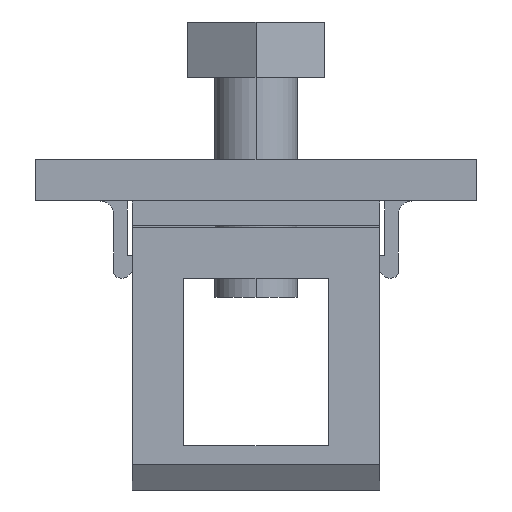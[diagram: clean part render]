
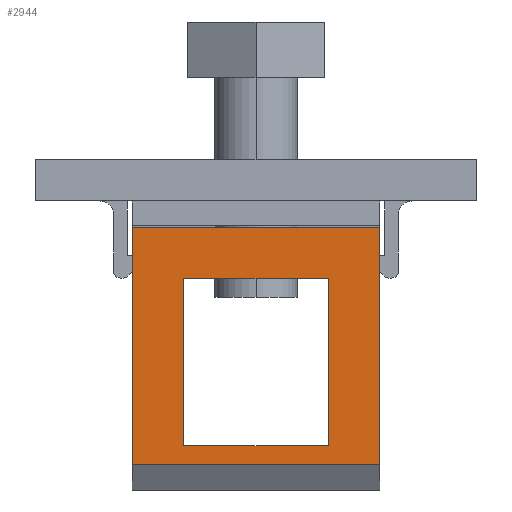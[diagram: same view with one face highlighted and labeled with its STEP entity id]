
A CAD part, left-side view. The second image highlights one B-rep face of the part: STEP entity #2944.
In plain terms, the highlighted planar face has unit normal (-1, 0, 0).
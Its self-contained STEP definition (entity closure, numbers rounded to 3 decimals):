
#2760=AXIS2_PLACEMENT_3D('Plane Axis2P3D',#2757,#2758,#2759) ;
#2508=CARTESIAN_POINT('Vertex',(0.,25.,1.876)) ;
#2511=CARTESIAN_POINT('Line Origine',(0.,25.,10.488)) ;
#2515=CARTESIAN_POINT('Vertex',(0.,25.,19.1)) ;
#2680=CARTESIAN_POINT('Vertex',(0.,7.,19.1)) ;
#2683=CARTESIAN_POINT('Line Origine',(0.,7.,10.488)) ;
#2687=CARTESIAN_POINT('Vertex',(0.,7.,1.876)) ;
#2757=CARTESIAN_POINT('Axis2P3D Location',(0.,7.,19.2)) ;
#2887=CARTESIAN_POINT('Line Origine',(0.,16.,1.876)) ;
#2899=CARTESIAN_POINT('Line Origine',(0.,16.,19.1)) ;
#2910=CARTESIAN_POINT('Line Origine',(0.,16.,15.4)) ;
#2914=CARTESIAN_POINT('Vertex',(0.,21.25,15.4)) ;
#2916=CARTESIAN_POINT('Vertex',(0.,10.75,15.4)) ;
#2919=CARTESIAN_POINT('Line Origine',(0.,10.75,9.3)) ;
#2923=CARTESIAN_POINT('Vertex',(0.,10.75,3.2)) ;
#2926=CARTESIAN_POINT('Line Origine',(0.,16.,3.2)) ;
#2930=CARTESIAN_POINT('Vertex',(0.,21.25,3.2)) ;
#2933=CARTESIAN_POINT('Line Origine',(0.,21.25,9.3)) ;
#2512=DIRECTION('Vector Direction',(0.,0.,-1.)) ;
#2684=DIRECTION('Vector Direction',(0.,0.,-1.)) ;
#2758=DIRECTION('Axis2P3D Direction',(-1.,0.,0.)) ;
#2759=DIRECTION('Axis2P3D XDirection',(0.,0.,1.)) ;
#2888=DIRECTION('Vector Direction',(0.,1.,0.)) ;
#2900=DIRECTION('Vector Direction',(0.,1.,0.)) ;
#2911=DIRECTION('Vector Direction',(0.,1.,0.)) ;
#2920=DIRECTION('Vector Direction',(0.,0.,-1.)) ;
#2927=DIRECTION('Vector Direction',(0.,-1.,0.)) ;
#2934=DIRECTION('Vector Direction',(0.,0.,1.)) ;
#2513=VECTOR('Line Direction',#2512,1.) ;
#2685=VECTOR('Line Direction',#2684,1.) ;
#2889=VECTOR('Line Direction',#2888,1.) ;
#2901=VECTOR('Line Direction',#2900,1.) ;
#2912=VECTOR('Line Direction',#2911,1.) ;
#2921=VECTOR('Line Direction',#2920,1.) ;
#2928=VECTOR('Line Direction',#2927,1.) ;
#2935=VECTOR('Line Direction',#2934,1.) ;
#2905=ORIENTED_EDGE('',*,*,#2891,.F.) ;
#2906=ORIENTED_EDGE('',*,*,#2689,.T.) ;
#2907=ORIENTED_EDGE('',*,*,#2903,.T.) ;
#2908=ORIENTED_EDGE('',*,*,#2517,.F.) ;
#2939=ORIENTED_EDGE('',*,*,#2918,.T.) ;
#2940=ORIENTED_EDGE('',*,*,#2925,.T.) ;
#2941=ORIENTED_EDGE('',*,*,#2932,.T.) ;
#2942=ORIENTED_EDGE('',*,*,#2937,.T.) ;
#2943=FACE_BOUND('',#2938,.T.) ;
#2944=ADVANCED_FACE('V2',(#2909,#2943),#2761,.T.) ;
#2517=EDGE_CURVE('',#2509,#2516,#2514,.F.) ;
#2689=EDGE_CURVE('',#2688,#2681,#2686,.F.) ;
#2891=EDGE_CURVE('',#2688,#2509,#2890,.T.) ;
#2903=EDGE_CURVE('',#2681,#2516,#2902,.T.) ;
#2918=EDGE_CURVE('',#2915,#2917,#2913,.F.) ;
#2925=EDGE_CURVE('',#2917,#2924,#2922,.T.) ;
#2932=EDGE_CURVE('',#2924,#2931,#2929,.F.) ;
#2937=EDGE_CURVE('',#2931,#2915,#2936,.T.) ;
#2904=EDGE_LOOP('',(#2905,#2906,#2907,#2908)) ;
#2938=EDGE_LOOP('',(#2939,#2940,#2941,#2942)) ;
#2909=FACE_OUTER_BOUND('',#2904,.T.) ;
#2514=LINE('Line',#2511,#2513) ;
#2686=LINE('Line',#2683,#2685) ;
#2890=LINE('Line',#2887,#2889) ;
#2902=LINE('Line',#2899,#2901) ;
#2913=LINE('Line',#2910,#2912) ;
#2922=LINE('Line',#2919,#2921) ;
#2929=LINE('Line',#2926,#2928) ;
#2936=LINE('Line',#2933,#2935) ;
#2761=PLANE('',#2760) ;
#2509=VERTEX_POINT('',#2508) ;
#2516=VERTEX_POINT('',#2515) ;
#2681=VERTEX_POINT('',#2680) ;
#2688=VERTEX_POINT('',#2687) ;
#2915=VERTEX_POINT('',#2914) ;
#2917=VERTEX_POINT('',#2916) ;
#2924=VERTEX_POINT('',#2923) ;
#2931=VERTEX_POINT('',#2930) ;
